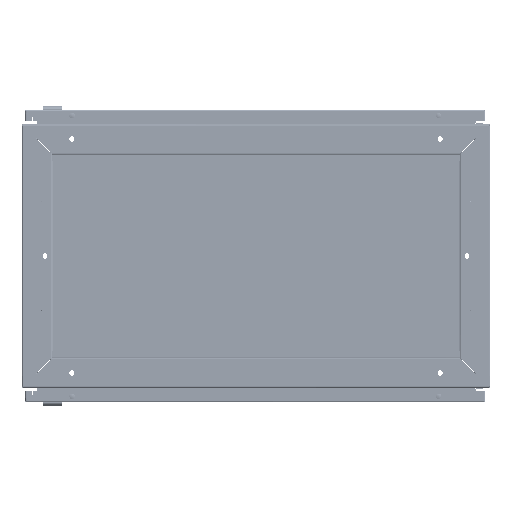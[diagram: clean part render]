
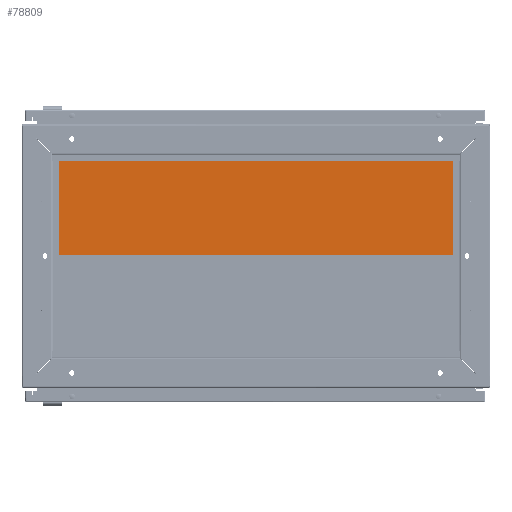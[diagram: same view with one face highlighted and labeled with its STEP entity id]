
A CAD part, front view. The second image highlights one B-rep face of the part: STEP entity #78809.
In plain terms, the highlighted face is planar.
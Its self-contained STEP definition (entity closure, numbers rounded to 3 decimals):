
#19124 = EDGE_LOOP ( 'NONE', ( #142877, #142878, #142879, #142880, #142881, #142882, #142883, #142884, #142885, #142886, #142887, #142888 ) ) ;
#70247 = AXIS2_PLACEMENT_3D ( 'NONE', #119722, #119731, #119732 ) ;
#78809 = ADVANCED_FACE ( 'NONE', ( #123695 ), #119729, .T. ) ;
#108060 = CARTESIAN_POINT ( 'NONE',  ( 336., -87.5, 0. ) ) ;
#108070 = CARTESIAN_POINT ( 'NONE',  ( 350., -87.5, 0. ) ) ;
#108078 = CARTESIAN_POINT ( 'NONE',  ( 336., -86.75, 0. ) ) ;
#108081 = CARTESIAN_POINT ( 'NONE',  ( 350., -87.5, 0. ) ) ;
#108084 = DIRECTION ( 'NONE',  ( -1., 0., 0. ) ) ;
#108086 = DIRECTION ( 'NONE',  ( 0., 1., 0. ) ) ;
#108090 = CARTESIAN_POINT ( 'NONE',  ( -300., 86.75, 0. ) ) ;
#108093 = DIRECTION ( 'NONE',  ( 1., 0., 0. ) ) ;
#108097 = CARTESIAN_POINT ( 'NONE',  ( -300., 87.5, 0. ) ) ;
#108100 = DIRECTION ( 'NONE',  ( 0., 1., 0. ) ) ;
#108106 = CARTESIAN_POINT ( 'NONE',  ( 350., 87.5, 0. ) ) ;
#108110 = DIRECTION ( 'NONE',  ( -1., 0., 0. ) ) ;
#108113 = CARTESIAN_POINT ( 'NONE',  ( 300., 86.75, 0. ) ) ;
#108116 = CARTESIAN_POINT ( 'NONE',  ( 350., 87.5, 0. ) ) ;
#108119 = DIRECTION ( 'NONE',  ( 0., 1., 0. ) ) ;
#108120 = DIRECTION ( 'NONE',  ( 1., 0., 0. ) ) ;
#108128 = DIRECTION ( 'NONE',  ( 0., -1., 0. ) ) ;
#108135 = DIRECTION ( 'NONE',  ( -1., 0., 0. ) ) ;
#108141 = CARTESIAN_POINT ( 'NONE',  ( -350., -87.5, 0. ) ) ;
#108145 = DIRECTION ( 'NONE',  ( 0., -1., 0. ) ) ;
#108148 = CARTESIAN_POINT ( 'NONE',  ( 350., -87.5, 0. ) ) ;
#108151 = DIRECTION ( 'NONE',  ( 1., 0., 0. ) ) ;
#108154 = CARTESIAN_POINT ( 'NONE',  ( -336., -86.75, 0. ) ) ;
#108160 = DIRECTION ( 'NONE',  ( 0., -1., 0. ) ) ;
#108913 = LINE ( 'NONE', #108060, #108920 ) ;
#108915 = LINE ( 'NONE', #108078, #108918 ) ;
#108917 = LINE ( 'NONE', #108070, #108922 ) ;
#108918 = VECTOR ( 'NONE', #108084, 1000. ) ;
#108919 = LINE ( 'NONE', #108081, #108924 ) ;
#108920 = VECTOR ( 'NONE', #108086, 1000. ) ;
#108921 = LINE ( 'NONE', #108090, #108930 ) ;
#108922 = VECTOR ( 'NONE', #108093, 1000. ) ;
#108923 = LINE ( 'NONE', #108106, #108926 ) ;
#108924 = VECTOR ( 'NONE', #108100, 1000. ) ;
#108925 = LINE ( 'NONE', #108113, #108928 ) ;
#108926 = VECTOR ( 'NONE', #108110, 1000. ) ;
#108927 = LINE ( 'NONE', #108097, #108932 ) ;
#108928 = VECTOR ( 'NONE', #108119, 1000. ) ;
#108929 = LINE ( 'NONE', #108116, #108934 ) ;
#108930 = VECTOR ( 'NONE', #108120, 1000. ) ;
#108932 = VECTOR ( 'NONE', #108128, 1000. ) ;
#108933 = LINE ( 'NONE', #108141, #108936 ) ;
#108934 = VECTOR ( 'NONE', #108135, 1000. ) ;
#108935 = LINE ( 'NONE', #108148, #108938 ) ;
#108936 = VECTOR ( 'NONE', #108145, 1000. ) ;
#108937 = LINE ( 'NONE', #108154, #108940 ) ;
#108938 = VECTOR ( 'NONE', #108151, 1000. ) ;
#108940 = VECTOR ( 'NONE', #108160, 1000. ) ;
#119722 = CARTESIAN_POINT ( 'NONE',  ( 0., 0., 0. ) ) ;
#119729 = PLANE ( 'NONE',  #70247 ) ;
#119731 = DIRECTION ( 'NONE',  ( 0., 0., 1. ) ) ;
#119732 = DIRECTION ( 'NONE',  ( 1., 0., 0. ) ) ;
#120857 = CARTESIAN_POINT ( 'NONE',  ( -336., -87.5, 0. ) ) ;
#120859 = CARTESIAN_POINT ( 'NONE',  ( -350., -87.5, 0. ) ) ;
#120860 = CARTESIAN_POINT ( 'NONE',  ( -350., 87.5, 0. ) ) ;
#120867 = CARTESIAN_POINT ( 'NONE',  ( 300., 87.5, 0. ) ) ;
#120868 = CARTESIAN_POINT ( 'NONE',  ( 350., 87.5, 0. ) ) ;
#120870 = CARTESIAN_POINT ( 'NONE',  ( 350., -87.5, 0. ) ) ;
#120871 = CARTESIAN_POINT ( 'NONE',  ( 300., 86.75, 0. ) ) ;
#120873 = CARTESIAN_POINT ( 'NONE',  ( -300., 86.75, 0. ) ) ;
#120876 = CARTESIAN_POINT ( 'NONE',  ( -336., -86.75, 0. ) ) ;
#120877 = CARTESIAN_POINT ( 'NONE',  ( -300., 87.5, 0. ) ) ;
#120885 = CARTESIAN_POINT ( 'NONE',  ( 336., -87.5, 0. ) ) ;
#120888 = CARTESIAN_POINT ( 'NONE',  ( 336., -86.75, 0. ) ) ;
#123695 = FACE_OUTER_BOUND ( 'NONE', #19124, .T. ) ;
#136083 = EDGE_CURVE ( 'NONE', #151666, #151649, #108915, .T. ) ;
#136084 = EDGE_CURVE ( 'NONE', #151662, #151666, #108913, .T. ) ;
#136085 = EDGE_CURVE ( 'NONE', #151662, #151640, #108917, .T. ) ;
#136086 = EDGE_CURVE ( 'NONE', #151640, #151638, #108919, .T. ) ;
#136087 = EDGE_CURVE ( 'NONE', #151638, #151636, #108923, .T. ) ;
#136088 = EDGE_CURVE ( 'NONE', #151642, #151636, #108925, .T. ) ;
#136089 = EDGE_CURVE ( 'NONE', #151645, #151642, #108921, .T. ) ;
#136090 = EDGE_CURVE ( 'NONE', #151651, #151645, #108927, .T. ) ;
#136091 = EDGE_CURVE ( 'NONE', #151651, #151627, #108929, .T. ) ;
#136092 = EDGE_CURVE ( 'NONE', #151627, #151625, #108933, .T. ) ;
#136093 = EDGE_CURVE ( 'NONE', #151625, #151623, #108935, .T. ) ;
#136094 = EDGE_CURVE ( 'NONE', #151649, #151623, #108937, .T. ) ;
#142877 = ORIENTED_EDGE ( 'NONE', *, *, #136083, .F. ) ;
#142878 = ORIENTED_EDGE ( 'NONE', *, *, #136084, .F. ) ;
#142879 = ORIENTED_EDGE ( 'NONE', *, *, #136085, .T. ) ;
#142880 = ORIENTED_EDGE ( 'NONE', *, *, #136086, .T. ) ;
#142881 = ORIENTED_EDGE ( 'NONE', *, *, #136087, .T. ) ;
#142882 = ORIENTED_EDGE ( 'NONE', *, *, #136088, .F. ) ;
#142883 = ORIENTED_EDGE ( 'NONE', *, *, #136089, .F. ) ;
#142884 = ORIENTED_EDGE ( 'NONE', *, *, #136090, .F. ) ;
#142885 = ORIENTED_EDGE ( 'NONE', *, *, #136091, .T. ) ;
#142886 = ORIENTED_EDGE ( 'NONE', *, *, #136092, .T. ) ;
#142887 = ORIENTED_EDGE ( 'NONE', *, *, #136093, .T. ) ;
#142888 = ORIENTED_EDGE ( 'NONE', *, *, #136094, .F. ) ;
#151623 = VERTEX_POINT ( 'NONE', #120857 ) ;
#151625 = VERTEX_POINT ( 'NONE', #120859 ) ;
#151627 = VERTEX_POINT ( 'NONE', #120860 ) ;
#151636 = VERTEX_POINT ( 'NONE', #120867 ) ;
#151638 = VERTEX_POINT ( 'NONE', #120868 ) ;
#151640 = VERTEX_POINT ( 'NONE', #120870 ) ;
#151642 = VERTEX_POINT ( 'NONE', #120871 ) ;
#151645 = VERTEX_POINT ( 'NONE', #120873 ) ;
#151649 = VERTEX_POINT ( 'NONE', #120876 ) ;
#151651 = VERTEX_POINT ( 'NONE', #120877 ) ;
#151662 = VERTEX_POINT ( 'NONE', #120885 ) ;
#151666 = VERTEX_POINT ( 'NONE', #120888 ) ;
